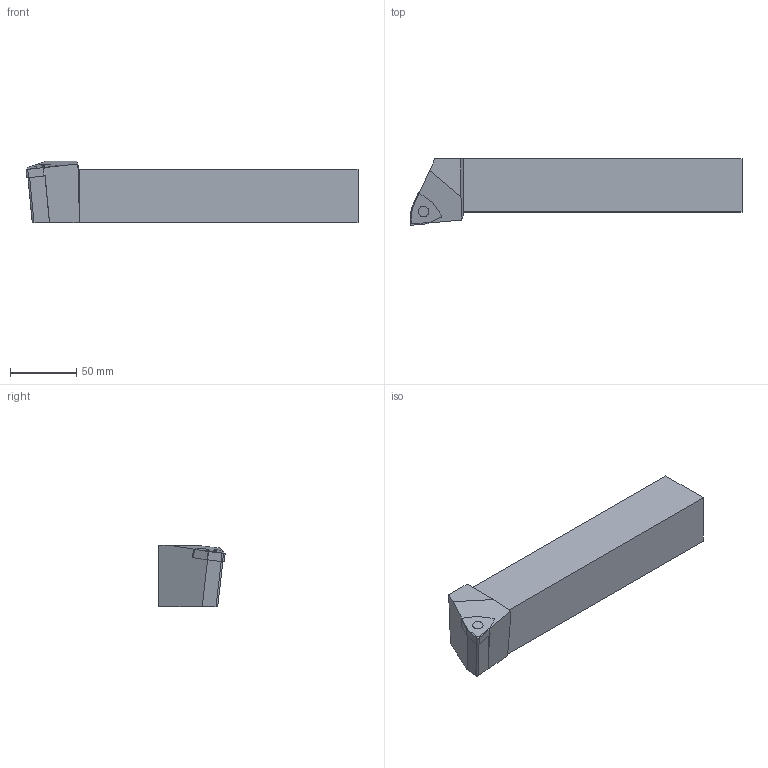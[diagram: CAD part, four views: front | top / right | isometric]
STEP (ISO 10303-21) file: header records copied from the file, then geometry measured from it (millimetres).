
FILE_DESCRIPTION(/* description */ (''),/* implementation_level */ '2;1');
FILE_NAME(/* name */ 'DWLNR4040S13_SIM.stp',/* time_stamp */ '2022-12-08T14:19:23+01:00',/* author */ (''),/* organization */ (''),/* preprocessor_version */ 'ST-DEVELOPER v18.102',/* originating_system */ 'SIEMENS PLM Software NX 2027',/* authorisation */ '');
FILE_SCHEMA (('AUTOMOTIVE_DESIGN { 1 0 10303 214 3 1 1 1 }'));
Length unit declared in the file: millimetre
Products named in the file (1): model1
Bounding box: 250.01 x 50 x 46.05 mm (x, y, z)
Volume: 399109.1 mm3; surface area: 44278.6 mm2
Topology: 2 solids, 2 shells, 28 faces, 75 edges, 51 vertices
Faces by surface type: plane 23, cylinder 5
Full cylindrical faces by diameter (mm): 7.93 x1
Entity records: 977 total; most frequent: CARTESIAN_POINT 170, ORIENTED_EDGE 164, DIRECTION 153, EDGE_CURVE 82, LINE 69, VECTOR 69, VERTEX_POINT 59, AXIS2_PLACEMENT_3D 42
